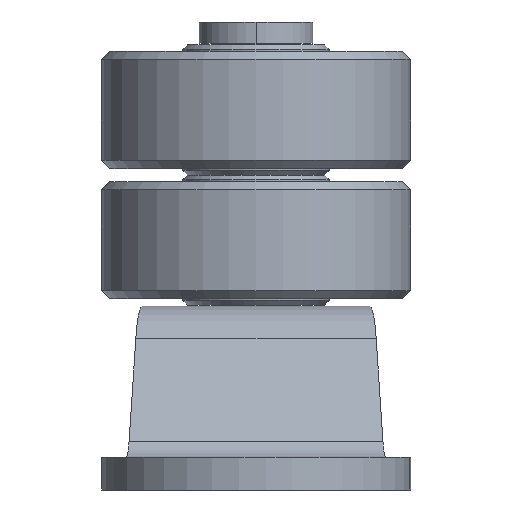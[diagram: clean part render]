
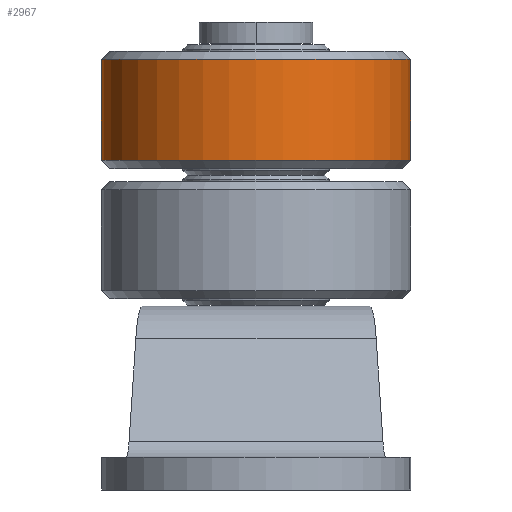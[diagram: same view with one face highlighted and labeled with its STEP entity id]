
A CAD part, front view. The second image highlights one B-rep face of the part: STEP entity #2967.
In plain terms, the highlighted cylindrical face has radius 9.5 mm (diameter 19 mm), a partial arc.
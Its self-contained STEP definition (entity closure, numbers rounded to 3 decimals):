
#2967=ADVANCED_FACE('',(#5364),#5365,.T.);
#3089=VERTEX_POINT('',#5511);
#3095=VERTEX_POINT('',#5517);
#3097=EDGE_CURVE('',#3089,#3095,#5519,.T.);
#3105=VERTEX_POINT('',#5527);
#3107=EDGE_CURVE('',#3105,#3089,#5529,.T.);
#3109=VERTEX_POINT('',#5531);
#3111=EDGE_CURVE('',#3105,#3109,#5533,.T.);
#3113=EDGE_CURVE('',#3095,#3109,#5535,.T.);
#5364=FACE_OUTER_BOUND('',#8514,.T.);
#5365=CYLINDRICAL_SURFACE('',#8515,9.5);
#5511=CARTESIAN_POINT('',(19.0,36.466,20.25));
#5517=CARTESIAN_POINT('',(0.0,36.466,20.25));
#5519=CIRCLE('',#8706,9.5);
#5527=CARTESIAN_POINT('',(19.0,36.466,26.45));
#5529=LINE('',#8720,#8721);
#5531=CARTESIAN_POINT('',(0.0,36.466,26.45));
#5533=CIRCLE('',#8726,9.5);
#5535=LINE('',#8729,#8730);
#8514=EDGE_LOOP('',(#11360,#11361,#11362,#11363));
#8515=AXIS2_PLACEMENT_3D('',#11364,#11365,#11366);
#8706=AXIS2_PLACEMENT_3D('',#11554,#11555,#11556);
#8720=CARTESIAN_POINT('',(19.0,36.466,23.35));
#8721=VECTOR('',#11561,1.0);
#8726=AXIS2_PLACEMENT_3D('',#11562,#11563,#11564);
#8729=CARTESIAN_POINT('',(0.0,36.466,23.35));
#8730=VECTOR('',#11565,1.0);
#11360=ORIENTED_EDGE('',*,*,#3107,.F.);
#11361=ORIENTED_EDGE('',*,*,#3111,.T.);
#11362=ORIENTED_EDGE('',*,*,#3113,.F.);
#11363=ORIENTED_EDGE('',*,*,#3097,.F.);
#11364=CARTESIAN_POINT('',(9.5,36.466,23.35));
#11365=DIRECTION('',(0.0,0.0,-1.0));
#11366=DIRECTION('',(1.0,0.0,0.0));
#11554=CARTESIAN_POINT('',(9.5,36.466,20.25));
#11555=DIRECTION('',(0.0,0.0,-1.0));
#11556=DIRECTION('',(1.0,0.0,0.0));
#11561=DIRECTION('',(0.0,0.0,-1.0));
#11562=CARTESIAN_POINT('',(9.5,36.466,26.45));
#11563=DIRECTION('',(0.0,0.0,-1.0));
#11564=DIRECTION('',(1.0,0.0,0.0));
#11565=DIRECTION('',(0.0,-0.0,1.0));
